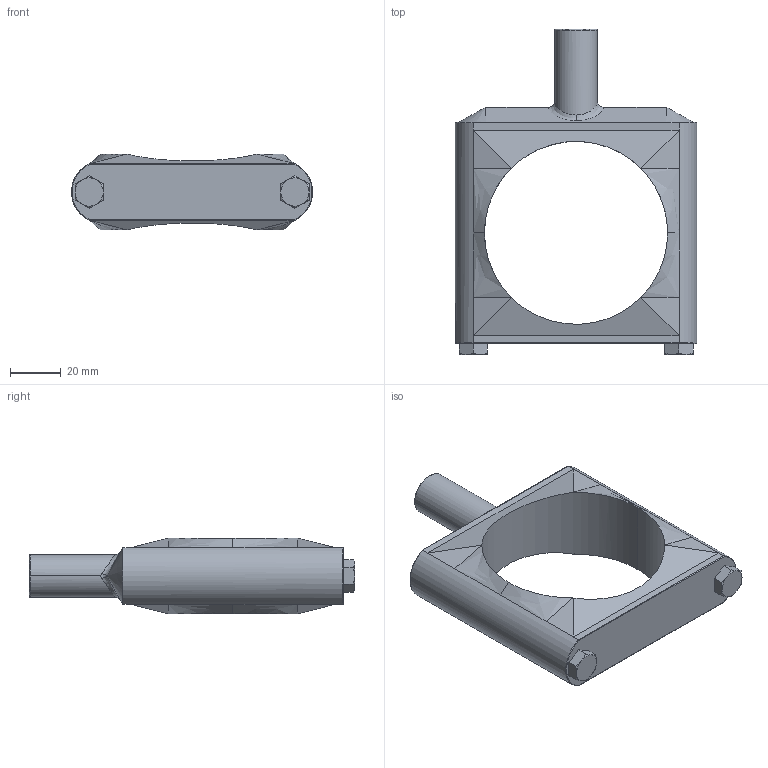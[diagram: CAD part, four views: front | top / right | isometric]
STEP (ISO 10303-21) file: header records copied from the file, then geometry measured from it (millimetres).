
FILE_DESCRIPTION (( 'STEP AP203' ), '1' );
FILE_NAME ('CSDH2.5T304ZP.STEP', '2023-05-25T17:00:18', ( '' ), ( '' ), 'SwSTEP 2.0', 'SolidWorks 2018', '' );
FILE_SCHEMA (( 'CONFIG_CONTROL_DESIGN' ));
Length unit declared in the file: inch
Products named in the file (1): CSDH2.5T304ZP
Bounding box: 94.95 x 128.02 x 29.82 mm (x, y, z)
Volume: 102678.8 mm3; surface area: 25780.1 mm2
Topology: 1 solids, 3 shells, 113 faces, 277 edges, 169 vertices
Faces by surface type: plane 48, cylinder 22, cone 20, bspline 14, torus 7, sphere 2
Entity records: 3937 total; most frequent: CARTESIAN_POINT 1384, ORIENTED_EDGE 550, DIRECTION 462, EDGE_CURVE 275, VERTEX_POINT 169, AXIS2_PLACEMENT_3D 167, LINE 128, VECTOR 128
